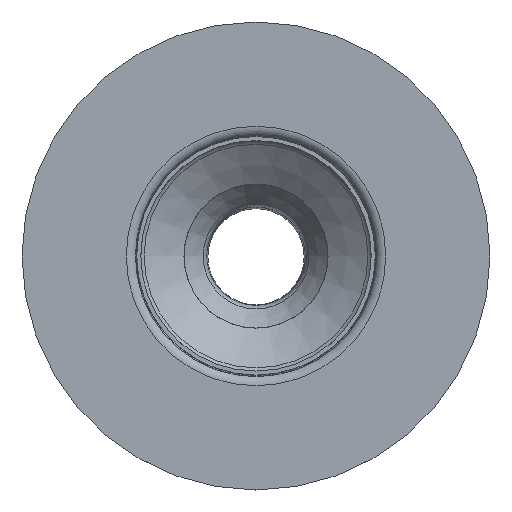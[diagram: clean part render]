
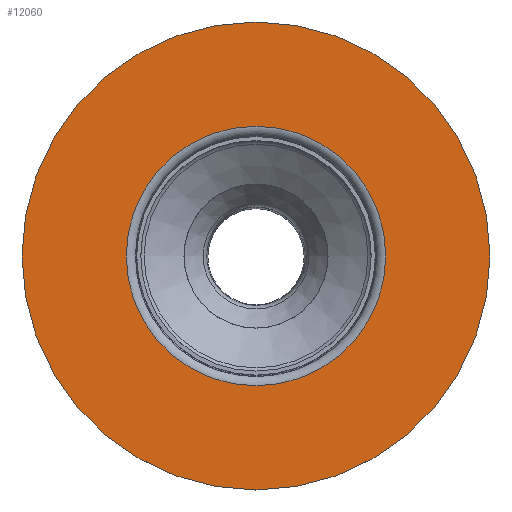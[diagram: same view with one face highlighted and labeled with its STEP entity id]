
A CAD part, top view. The second image highlights one B-rep face of the part: STEP entity #12060.
In plain terms, the highlighted planar face has unit normal (0, 0, 1).
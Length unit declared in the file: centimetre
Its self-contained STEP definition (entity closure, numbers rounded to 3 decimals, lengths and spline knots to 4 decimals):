
#23=FACE_BOUND('',#1892,.T.);
#377=PLANE('',#15798);
#1142=FACE_OUTER_BOUND('',#1891,.T.);
#1891=EDGE_LOOP('',(#7635));
#1892=EDGE_LOOP('',(#7636));
#2995=CIRCLE('',#15768,91.5);
#3014=CIRCLE('',#15797,165.);
#3781=VERTEX_POINT('',#21890);
#3796=VERTEX_POINT('',#21940);
#5295=EDGE_CURVE('',#3781,#3781,#2995,.T.);
#5319=EDGE_CURVE('',#3796,#3796,#3014,.T.);
#7635=ORIENTED_EDGE('',*,*,#5319,.T.);
#7636=ORIENTED_EDGE('',*,*,#5295,.F.);
#12060=ADVANCED_FACE('',(#1142,#23),#377,.T.);
#15768=AXIS2_PLACEMENT_3D('',#21892,#17359,#17360);
#15797=AXIS2_PLACEMENT_3D('',#21941,#17422,#17423);
#15798=AXIS2_PLACEMENT_3D('',#21943,#17425,#17426);
#17359=DIRECTION('center_axis',(0.,0.,1.));
#17360=DIRECTION('ref_axis',(1.,0.,0.));
#17422=DIRECTION('center_axis',(0.,0.,1.));
#17423=DIRECTION('ref_axis',(1.,0.,0.));
#17425=DIRECTION('center_axis',(0.,0.,1.));
#17426=DIRECTION('ref_axis',(0.,-1.,0.));
#21890=CARTESIAN_POINT('',(0.,91.5,296.));
#21892=CARTESIAN_POINT('Origin',(0.,0.,296.));
#21940=CARTESIAN_POINT('',(165.,0.,296.));
#21941=CARTESIAN_POINT('Origin',(0.,0.,296.));
#21943=CARTESIAN_POINT('Origin',(-91.5,0.,296.));
